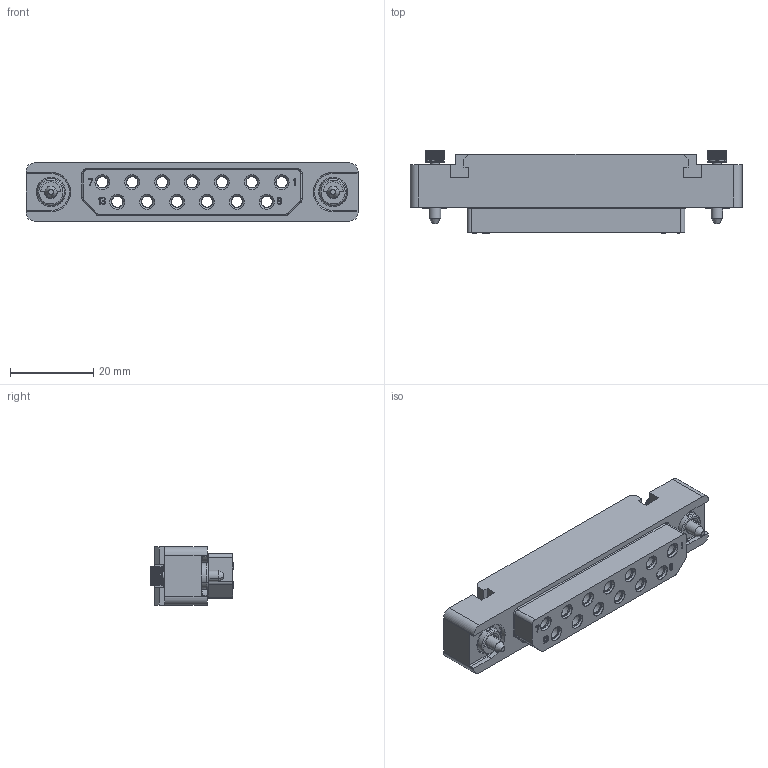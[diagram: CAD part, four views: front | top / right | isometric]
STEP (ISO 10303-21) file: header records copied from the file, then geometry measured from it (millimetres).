
FILE_DESCRIPTION((''),'2;1');
FILE_NAME('1900ND05S2A00A','2019-10-30T',('presta_be4'),(''),'CREO PARAMETRIC BY PTC INC, 2018360','CREO PARAMETRIC BY PTC INC, 2018360','');
FILE_SCHEMA(('CONFIG_CONTROL_DESIGN'));
Products named in the file (1): 1900ND05S2A00A
Bounding box: 80 x 20.01 x 14 mm (x, y, z)
Volume: 11274.3 mm3; surface area: 11103 mm2
Topology: 3 solids, 3 shells, 1681 faces, 4583 edges, 2992 vertices
Faces by surface type: plane 1063, cylinder 424, cone 116, torus 38, extrusion 28, bspline 12
Entity records: 62581 total; most frequent: CARTESIAN_POINT 19886, ORIENTED_EDGE 9158, DIRECTION 8437, EDGE_CURVE 4579, VECTOR 3187, LINE 3159, VERTEX_POINT 2992, AXIS2_PLACEMENT_3D 2625
